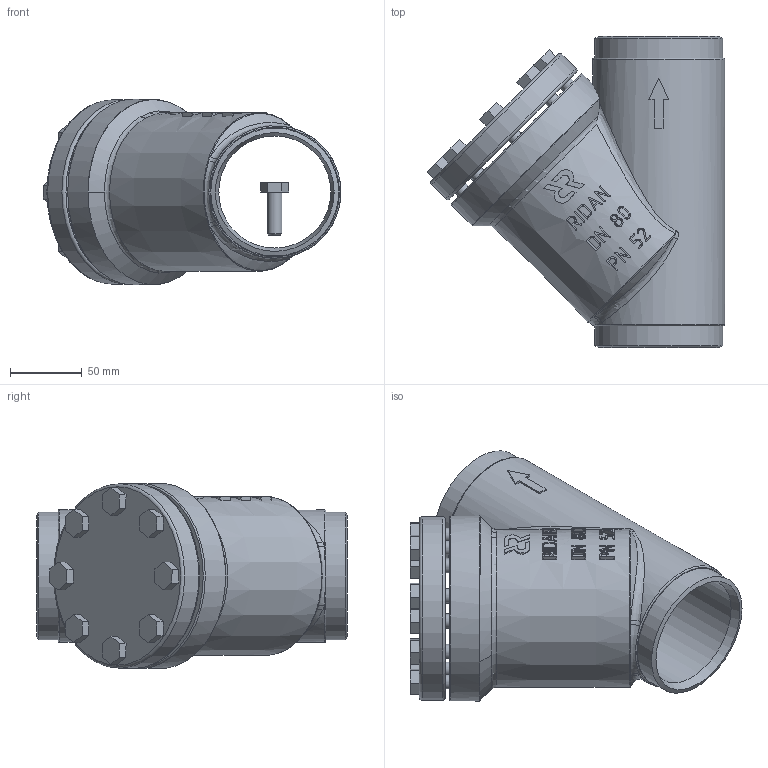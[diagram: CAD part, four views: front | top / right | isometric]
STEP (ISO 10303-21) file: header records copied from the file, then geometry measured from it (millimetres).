
FILE_DESCRIPTION(('TFLEX Exchange Step'),'2;1');
FILE_NAME('148B5080R.stp', '2024-09-04T14:53:51+03:00',('RUCO2978'),('Unknown organisation'),'TFLEX Exchange 2022.1','T-FLEX CAD','Unknown authorisation');
FILE_SCHEMA( ('AP242_MANAGED_MODEL_BASED_3D_ENGINEERING_MIM_LF {1 0 10303 442 1 1 4 }') );
Length unit declared in the file: millimetre
Products named in the file (3): Болт 1; Крышка CHV 80; Корпус 80 D STR
Assembly tree (9 placements, depth 3):
  Корпус 80 D STR
    Крышка CHV 80
      Болт 1  x8
Bounding box: 206.96 x 216 x 128.62 mm (x, y, z)
Volume: 254893.2 mm3; surface area: 235866.5 mm2
Topology: 19 solids, 20 shells, 445 faces, 1147 edges, 774 vertices
Faces by surface type: plane 233, bspline 134, cylinder 44, cone 24, torus 10
Full cylindrical faces by diameter (mm): 10 x25, 77.86 x1, 77.9 x1, 78.001 x1, 88.9 x2, 92 x1, 128 x1, 128.62 x1
Entity records: 20093 total; most frequent: CARTESIAN_POINT 11852, ORIENTED_EDGE 1874, DIRECTION 1272, EDGE_CURVE 937, VERTEX_POINT 630, AXIS2_PLACEMENT_3D 433, VECTOR 406, LINE 406
